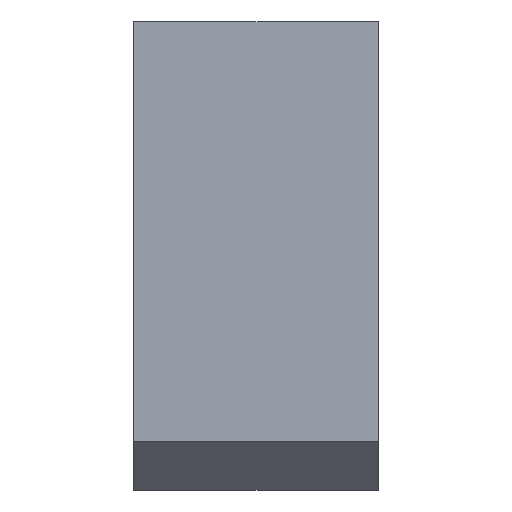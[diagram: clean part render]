
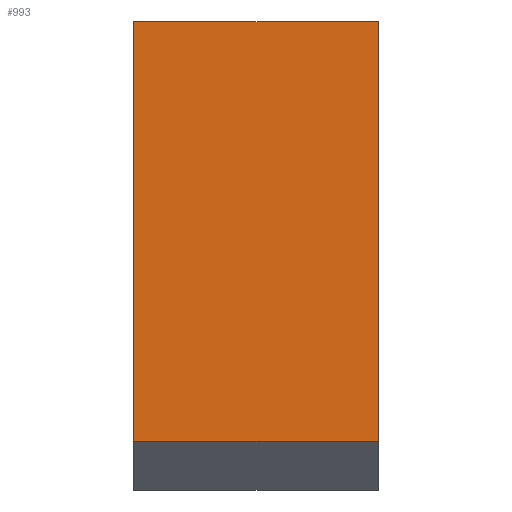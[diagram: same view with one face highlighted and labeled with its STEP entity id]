
A CAD part, left-side view. The second image highlights one B-rep face of the part: STEP entity #993.
In plain terms, the highlighted planar face has unit normal (-1, 0, 0).
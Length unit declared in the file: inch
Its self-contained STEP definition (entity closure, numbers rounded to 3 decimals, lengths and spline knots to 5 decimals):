
#35 = VERTEX_POINT ( 'NONE', #81 ) ;
#37 = VERTEX_POINT ( 'NONE', #83 ) ;
#46 = VERTEX_POINT ( 'NONE', #92 ) ;
#47 = VERTEX_POINT ( 'NONE', #93 ) ;
#81 = CARTESIAN_POINT ( 'NONE',  ( -1.5, -0.25, 0.64291 ) ) ;
#83 = CARTESIAN_POINT ( 'NONE',  ( -1.5, -0.25, 1.5 ) ) ;
#92 = CARTESIAN_POINT ( 'NONE',  ( -1.5, 0.25, 1.5 ) ) ;
#93 = CARTESIAN_POINT ( 'NONE',  ( -1.5, 0.25, 0.64291 ) ) ;
#128 = CARTESIAN_POINT ( 'NONE',  ( -1.5, -0.25, 1.5 ) ) ;
#129 = DIRECTION ( 'NONE',  ( 0., 0., 1. ) ) ;
#147 = CARTESIAN_POINT ( 'NONE',  ( -1.5, 0.25, 0.64291 ) ) ;
#148 = DIRECTION ( 'NONE',  ( 0., -1., 0. ) ) ;
#195 = CARTESIAN_POINT ( 'NONE',  ( -1.5, 0.25, 1.5 ) ) ;
#196 = DIRECTION ( 'NONE',  ( 0., 0., 1. ) ) ;
#199 = CARTESIAN_POINT ( 'NONE',  ( -1.5, 0.25, 1.5 ) ) ;
#200 = DIRECTION ( 'NONE',  ( 0., -1., 0. ) ) ;
#362 = PLANE ( 'NONE',  #528 ) ;
#363 = CARTESIAN_POINT ( 'NONE',  ( -1.5, 0.25, 1.5 ) ) ;
#364 = DIRECTION ( 'NONE',  ( 1., 0., 0. ) ) ;
#365 = DIRECTION ( 'NONE',  ( 0., 0., -1. ) ) ;
#433 = EDGE_CURVE ( 'NONE', #35, #37, #923, .T. ) ;
#441 = EDGE_CURVE ( 'NONE', #47, #35, #757, .T. ) ;
#458 = EDGE_CURVE ( 'NONE', #47, #46, #802, .T. ) ;
#460 = EDGE_CURVE ( 'NONE', #46, #37, #849, .T. ) ;
#528 = AXIS2_PLACEMENT_3D ( 'NONE', #363, #364, #365 ) ;
#604 = ORIENTED_EDGE ( 'NONE', *, *, #460, .F. ) ;
#616 = ORIENTED_EDGE ( 'NONE', *, *, #441, .T. ) ;
#635 = ORIENTED_EDGE ( 'NONE', *, *, #433, .T. ) ;
#715 = EDGE_LOOP ( 'NONE', ( #818, #616, #635, #604 ) ) ;
#742 = VECTOR ( 'NONE', #148, 39.37008 ) ;
#757 = LINE ( 'NONE', #147, #742 ) ;
#802 = LINE ( 'NONE', #195, #803 ) ;
#803 = VECTOR ( 'NONE', #196, 39.37008 ) ;
#806 = VECTOR ( 'NONE', #200, 39.37008 ) ;
#818 = ORIENTED_EDGE ( 'NONE', *, *, #458, .F. ) ;
#849 = LINE ( 'NONE', #199, #806 ) ;
#922 = VECTOR ( 'NONE', #129, 39.37008 ) ;
#923 = LINE ( 'NONE', #128, #922 ) ;
#938 = FACE_OUTER_BOUND ( 'NONE', #715, .T. ) ;
#993 = ADVANCED_FACE ( 'NONE', ( #938 ), #362, .F. ) ;
